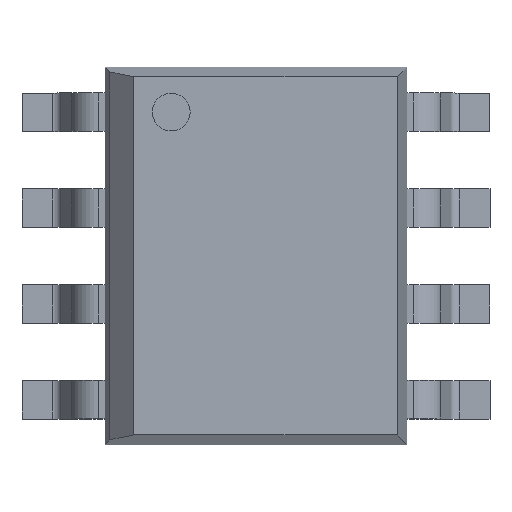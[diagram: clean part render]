
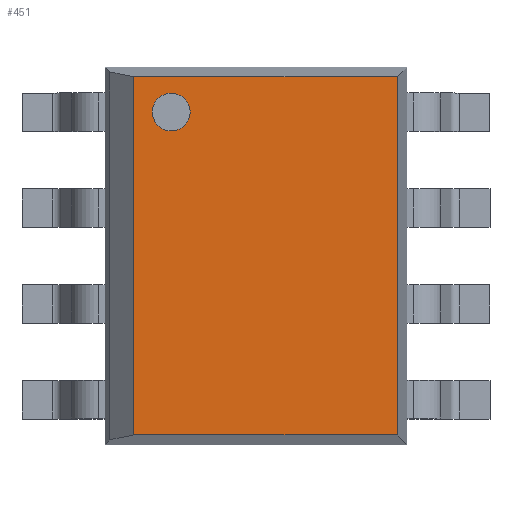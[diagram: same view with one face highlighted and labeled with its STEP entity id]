
A CAD part, top view. The second image highlights one B-rep face of the part: STEP entity #451.
In plain terms, the highlighted planar face has unit normal (0, 0, 1).
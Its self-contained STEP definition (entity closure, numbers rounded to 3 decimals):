
#72=CARTESIAN_POINT('',(-1.123,1.655,1.75));
#73=VERTEX_POINT('',#72);
#89=CARTESIAN_POINT('',(-1.123,2.155,1.75));
#90=VERTEX_POINT('',#89);
#97=CARTESIAN_POINT('',(-1.123,1.905,1.75));
#98=DIRECTION('',(0.0,0.0,-1.0));
#99=DIRECTION('',(0.0,-1.0,0.0));
#100=AXIS2_PLACEMENT_3D('',#97,#98,#99);
#101=CIRCLE('',#100,0.25);
#102=EDGE_CURVE('',#73,#90,#101,.T.);
#269=CARTESIAN_POINT('',(-1.123,1.905,1.75));
#270=DIRECTION('',(0.0,0.0,-1.0));
#271=DIRECTION('',(0.0,-1.0,0.0));
#272=AXIS2_PLACEMENT_3D('',#269,#270,#271);
#273=CIRCLE('',#272,0.25);
#274=EDGE_CURVE('',#90,#73,#273,.T.);
#302=CARTESIAN_POINT('',(-1.623,-2.373,1.75));
#303=VERTEX_POINT('',#302);
#312=CARTESIAN_POINT('',(-1.623,2.373,1.75));
#313=VERTEX_POINT('',#312);
#314=CARTESIAN_POINT('',(-1.623,2.373,1.75));
#315=DIRECTION('',(0.0,-1.0,0.0));
#316=VECTOR('',#315,4.746);
#317=LINE('',#314,#316);
#318=EDGE_CURVE('',#313,#303,#317,.T.);
#350=CARTESIAN_POINT('',(1.873,-2.373,1.75));
#351=VERTEX_POINT('',#350);
#358=CARTESIAN_POINT('',(1.873,-2.373,1.75));
#359=DIRECTION('',(-1.0,0.0,0.0));
#360=VECTOR('',#359,3.496);
#361=LINE('',#358,#360);
#362=EDGE_CURVE('',#351,#303,#361,.T.);
#395=CARTESIAN_POINT('',(1.873,2.373,1.75));
#396=VERTEX_POINT('',#395);
#397=CARTESIAN_POINT('',(-1.623,2.373,1.75));
#398=DIRECTION('',(1.0,0.0,0.0));
#399=VECTOR('',#398,3.496);
#400=LINE('',#397,#399);
#401=EDGE_CURVE('',#313,#396,#400,.T.);
#420=CARTESIAN_POINT('',(1.873,-2.373,1.75));
#421=DIRECTION('',(0.0,1.0,0.0));
#422=VECTOR('',#421,4.746);
#423=LINE('',#420,#422);
#424=EDGE_CURVE('',#351,#396,#423,.T.);
#436=CARTESIAN_POINT('',(1.873,-2.5,1.75));
#437=DIRECTION('',(0.0,0.0,1.0));
#438=DIRECTION('',(0.0,-1.0,0.0));
#439=AXIS2_PLACEMENT_3D('',#436,#437,#438);
#440=PLANE('',#439);
#441=ORIENTED_EDGE('',*,*,#318,.T.);
#442=ORIENTED_EDGE('',*,*,#362,.F.);
#443=ORIENTED_EDGE('',*,*,#424,.T.);
#444=ORIENTED_EDGE('',*,*,#401,.F.);
#445=EDGE_LOOP('',(#441,#442,#443,#444));
#446=FACE_OUTER_BOUND('',#445,.T.);
#447=ORIENTED_EDGE('',*,*,#102,.T.);
#448=ORIENTED_EDGE('',*,*,#274,.T.);
#449=EDGE_LOOP('',(#447,#448));
#450=FACE_BOUND('',#449,.T.);
#451=ADVANCED_FACE('',(#446,#450),#440,.T.);
